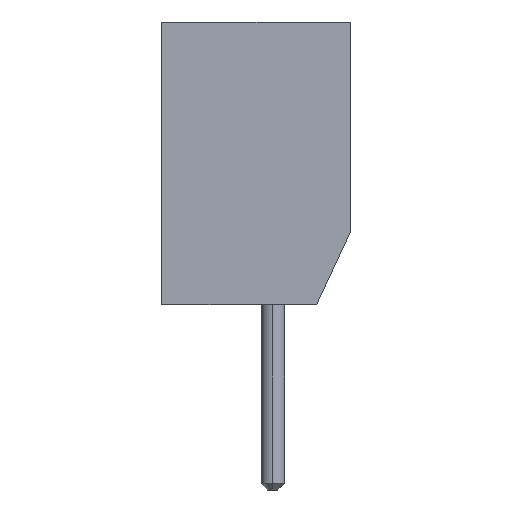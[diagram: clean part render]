
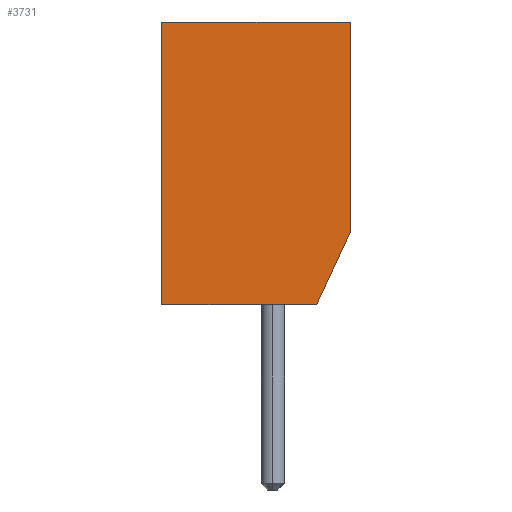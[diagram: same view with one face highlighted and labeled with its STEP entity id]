
A CAD part, left-side view. The second image highlights one B-rep face of the part: STEP entity #3731.
In plain terms, the highlighted planar face has unit normal (-1, 0, 0).
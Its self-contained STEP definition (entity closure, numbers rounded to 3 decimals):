
#28 = DIRECTION ( 'NONE',  ( 0., -1., 0. ) ) ;
#182 = EDGE_CURVE ( 'NONE', #2658, #2382, #921, .T. ) ;
#292 = VECTOR ( 'NONE', #28, 1000. ) ;
#310 = CARTESIAN_POINT ( 'NONE',  ( -6.49, 2.8, 8.4 ) ) ;
#392 = LINE ( 'NONE', #310, #2289 ) ;
#503 = EDGE_CURVE ( 'NONE', #678, #2658, #2809, .T. ) ;
#678 = VERTEX_POINT ( 'NONE', #2853 ) ;
#679 = DIRECTION ( 'NONE',  ( 0., -0.423, 0.906 ) ) ;
#765 = ORIENTED_EDGE ( 'NONE', *, *, #182, .F. ) ;
#849 = FACE_OUTER_BOUND ( 'NONE', #3544, .T. ) ;
#921 = LINE ( 'NONE', #3061, #1407 ) ;
#1014 = ORIENTED_EDGE ( 'NONE', *, *, #3321, .T. ) ;
#1139 = DIRECTION ( 'NONE',  ( 0., -1., 0. ) ) ;
#1191 = DIRECTION ( 'NONE',  ( 0., 0., -1. ) ) ;
#1227 = DIRECTION ( 'NONE',  ( 0., 0., -1. ) ) ;
#1311 = CARTESIAN_POINT ( 'NONE',  ( -6.49, -2.8, 2.145 ) ) ;
#1407 = VECTOR ( 'NONE', #3729, 1000. ) ;
#1417 = CARTESIAN_POINT ( 'NONE',  ( -6.49, 2.8, 0. ) ) ;
#1496 = CARTESIAN_POINT ( 'NONE',  ( -6.49, -2.8, 0. ) ) ;
#1538 = EDGE_CURVE ( 'NONE', #2328, #2382, #3706, .T. ) ;
#1570 = CARTESIAN_POINT ( 'NONE',  ( -6.49, -2.8, 8.4 ) ) ;
#1572 = CARTESIAN_POINT ( 'NONE',  ( -6.49, -1.8, 0. ) ) ;
#2068 = LINE ( 'NONE', #1496, #3151 ) ;
#2132 = EDGE_CURVE ( 'NONE', #2694, #2328, #2068, .T. ) ;
#2181 = PLANE ( 'NONE',  #3594 ) ;
#2289 = VECTOR ( 'NONE', #1227, 1000. ) ;
#2328 = VERTEX_POINT ( 'NONE', #1572 ) ;
#2382 = VERTEX_POINT ( 'NONE', #1311 ) ;
#2422 = CARTESIAN_POINT ( 'NONE',  ( -6.49, -2.8, 8.4 ) ) ;
#2456 = ORIENTED_EDGE ( 'NONE', *, *, #503, .F. ) ;
#2482 = CARTESIAN_POINT ( 'NONE',  ( -6.49, -2.8, 2.145 ) ) ;
#2658 = VERTEX_POINT ( 'NONE', #3918 ) ;
#2694 = VERTEX_POINT ( 'NONE', #1417 ) ;
#2741 = ORIENTED_EDGE ( 'NONE', *, *, #2132, .T. ) ;
#2809 = LINE ( 'NONE', #2422, #292 ) ;
#2853 = CARTESIAN_POINT ( 'NONE',  ( -6.49, 2.8, 8.4 ) ) ;
#2886 = VECTOR ( 'NONE', #679, 1000. ) ;
#3061 = CARTESIAN_POINT ( 'NONE',  ( -6.49, -2.8, 8.4 ) ) ;
#3151 = VECTOR ( 'NONE', #1139, 1000. ) ;
#3321 = EDGE_CURVE ( 'NONE', #678, #2694, #392, .T. ) ;
#3374 = DIRECTION ( 'NONE',  ( 1., 0., 0. ) ) ;
#3544 = EDGE_LOOP ( 'NONE', ( #2741, #3991, #765, #2456, #1014 ) ) ;
#3594 = AXIS2_PLACEMENT_3D ( 'NONE', #1570, #3374, #1191 ) ;
#3706 = LINE ( 'NONE', #2482, #2886 ) ;
#3729 = DIRECTION ( 'NONE',  ( 0., 0., -1. ) ) ;
#3731 = ADVANCED_FACE ( 'NONE', ( #849 ), #2181, .F. ) ;
#3918 = CARTESIAN_POINT ( 'NONE',  ( -6.49, -2.8, 8.4 ) ) ;
#3991 = ORIENTED_EDGE ( 'NONE', *, *, #1538, .T. ) ;
